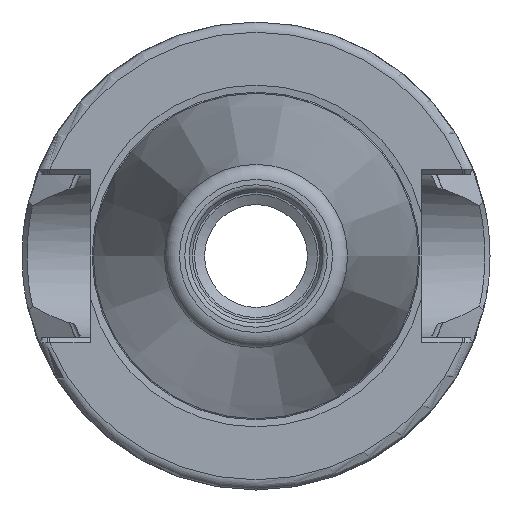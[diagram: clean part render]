
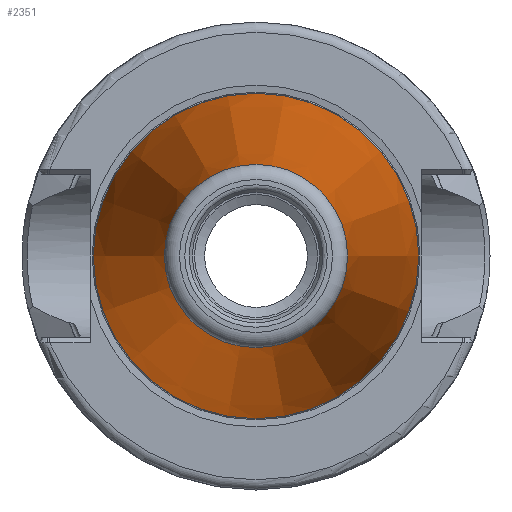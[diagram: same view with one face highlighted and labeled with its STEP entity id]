
A CAD part, left-side view. The second image highlights one B-rep face of the part: STEP entity #2351.
In plain terms, the highlighted conical face has half-angle 8.297 degrees and reference radius 12.502 mm.
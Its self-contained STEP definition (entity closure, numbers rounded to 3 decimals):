
#218=LINE('',#4437,#336);
#336=VECTOR('',#2975,12.502);
#402=CONICAL_SURFACE('',#2535,12.502,0.145);
#477=FACE_OUTER_BOUND('',#604,.T.);
#604=EDGE_LOOP('',(#1790,#1791,#1792,#1793,#1794,#1795,#1796));
#733=CIRCLE('',#2531,9.004);
#734=CIRCLE('',#2532,9.004);
#735=CIRCLE('',#2533,9.004);
#737=CIRCLE('',#2536,15.999);
#738=CIRCLE('',#2537,15.999);
#970=VERTEX_POINT('',#4425);
#971=VERTEX_POINT('',#4426);
#972=VERTEX_POINT('',#4428);
#973=VERTEX_POINT('',#4433);
#974=VERTEX_POINT('',#4434);
#1281=EDGE_CURVE('',#970,#971,#733,.T.);
#1282=EDGE_CURVE('',#972,#970,#734,.T.);
#1283=EDGE_CURVE('',#971,#972,#735,.T.);
#1285=EDGE_CURVE('',#973,#974,#737,.T.);
#1286=EDGE_CURVE('',#974,#973,#738,.T.);
#1287=EDGE_CURVE('',#974,#972,#218,.T.);
#1790=ORIENTED_EDGE('',*,*,#1285,.F.);
#1791=ORIENTED_EDGE('',*,*,#1286,.F.);
#1792=ORIENTED_EDGE('',*,*,#1287,.T.);
#1793=ORIENTED_EDGE('',*,*,#1282,.T.);
#1794=ORIENTED_EDGE('',*,*,#1281,.T.);
#1795=ORIENTED_EDGE('',*,*,#1283,.T.);
#1796=ORIENTED_EDGE('',*,*,#1287,.F.);
#2351=ADVANCED_FACE('',(#477),#402,.T.);
#2531=AXIS2_PLACEMENT_3D('',#4427,#2961,#2962);
#2532=AXIS2_PLACEMENT_3D('',#4429,#2963,#2964);
#2533=AXIS2_PLACEMENT_3D('',#4430,#2965,#2966);
#2535=AXIS2_PLACEMENT_3D('',#4432,#2969,#2970);
#2536=AXIS2_PLACEMENT_3D('',#4435,#2971,#2972);
#2537=AXIS2_PLACEMENT_3D('',#4436,#2973,#2974);
#2961=DIRECTION('center_axis',(1.,0.,0.));
#2962=DIRECTION('ref_axis',(0.,0.,-1.));
#2963=DIRECTION('center_axis',(1.,0.,0.));
#2964=DIRECTION('ref_axis',(0.,0.,-1.));
#2965=DIRECTION('center_axis',(1.,0.,0.));
#2966=DIRECTION('ref_axis',(0.,0.,-1.));
#2969=DIRECTION('center_axis',(1.,0.,0.));
#2970=DIRECTION('ref_axis',(0.,1.,0.));
#2971=DIRECTION('center_axis',(1.,0.,0.));
#2972=DIRECTION('ref_axis',(0.,0.,-1.));
#2973=DIRECTION('center_axis',(1.,0.,0.));
#2974=DIRECTION('ref_axis',(0.,0.,-1.));
#2975=DIRECTION('',(-0.99,0.144,0.));
#4425=CARTESIAN_POINT('',(-47.116,9.004,0.));
#4426=CARTESIAN_POINT('',(-47.116,0.,9.004));
#4427=CARTESIAN_POINT('Origin',(-47.116,0.,
0.));
#4428=CARTESIAN_POINT('',(-47.116,-9.004,0.));
#4429=CARTESIAN_POINT('Origin',(-47.116,0.,
0.));
#4430=CARTESIAN_POINT('Origin',(-47.116,0.,
0.));
#4432=CARTESIAN_POINT('Origin',(-23.132,0.,
0.));
#4433=CARTESIAN_POINT('',(0.852,15.999,0.));
#4434=CARTESIAN_POINT('',(0.852,-15.999,0.));
#4435=CARTESIAN_POINT('Origin',(0.852,0.,
0.));
#4436=CARTESIAN_POINT('Origin',(0.852,0.,
0.));
#4437=CARTESIAN_POINT('',(-23.132,-12.502,0.));
